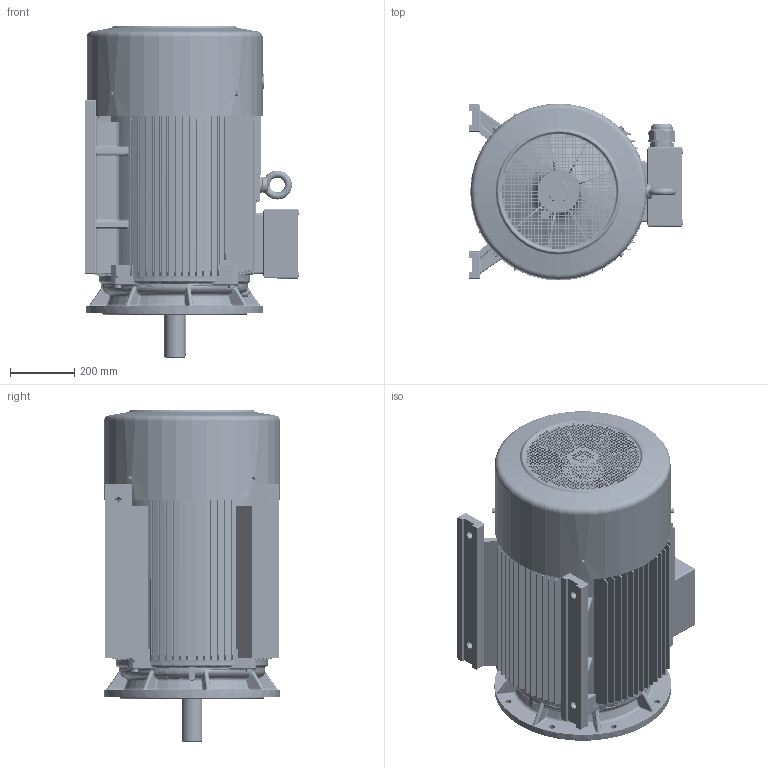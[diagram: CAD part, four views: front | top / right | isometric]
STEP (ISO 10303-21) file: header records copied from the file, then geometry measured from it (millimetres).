
FILE_DESCRIPTION(/* description */ (''),/* implementation_level */ '2;1');
FILE_NAME(/* name */ 'JM1-280M-2-B35.stp',/* time_stamp */ '2018-12-30T19:18:59+08:00',/* author */ (''),/* organization */ (''),/* preprocessor_version */ 'ST-DEVELOPER v16.7',/* originating_system */ 'SIEMENS PLM Software NX 12.0',/* authorisation */ '');
FILE_SCHEMA (('AP203_CONFIGURATION_CONTROLLED_3D_DESIGN_OF_MECHANICAL_PARTS_AND_ASSEMBLIES_MIM_LF { 1 0 10303 403 2 1 2}'));
Length unit declared in the file: millimetre
Products named in the file (1): JM1-280M-2-B35
Bounding box: 667.8 x 549.87 x 1031.78 mm (x, y, z)
Volume: 41966312.2 mm3; surface area: 8703365.4 mm2
Topology: 62 solids, 62 shells, 10447 faces, 29683 edges, 19429 vertices
Faces by surface type: plane 4572, cylinder 4523, bspline 553, cone 444, torus 350, sphere 5
Full cylindrical faces by diameter (mm): 2 x3, 7.188 x4, 8 x8, 8.4 x4, 9.026 x8, 10 x11, 10.863 x8, 11.2 x8, 12 x8, 12.6 x8, 16 x4, 20 x1, 24 x4, 43.312 x2, 51.188 x4, 61.031 x12, 63 x4, 64.969 x12, 67.922 x2, 83.672 x2
Entity records: 381386 total; most frequent: CARTESIAN_POINT 106374, ORIENTED_EDGE 58574, DIRECTION 56218, EDGE_CURVE 29287, AXIS2_PLACEMENT_3D 19886, VERTEX_POINT 19304, LINE 16446, VECTOR 16446
